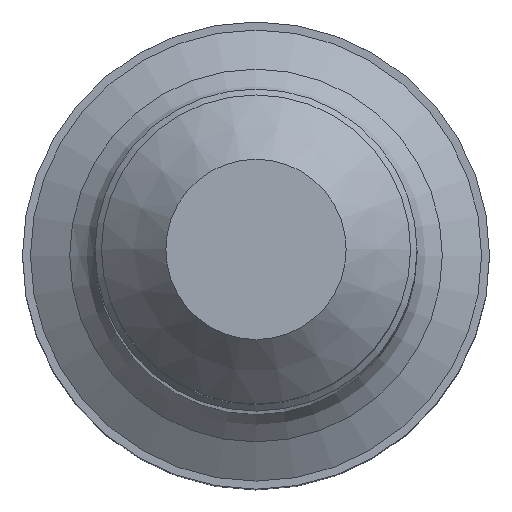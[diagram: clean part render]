
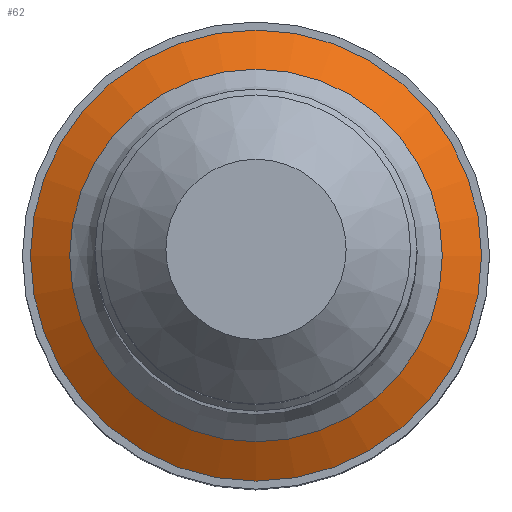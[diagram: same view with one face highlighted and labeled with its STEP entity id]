
A CAD part, top view. The second image highlights one B-rep face of the part: STEP entity #62.
In plain terms, the highlighted conical face has half-angle 60 degrees and reference radius 3.35 mm.
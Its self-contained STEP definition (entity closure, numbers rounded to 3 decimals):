
#51=CONICAL_SURFACE('',#279,3.35,60.);
#62=ADVANCED_FACE('',(#88,#89),#51,.T.);
#88=FACE_BOUND('',#118,.T.);
#89=FACE_BOUND('',#119,.T.);
#118=EDGE_LOOP('',(#150));
#119=EDGE_LOOP('',(#151));
#150=ORIENTED_EDGE('',*,*,#198,.T.);
#151=ORIENTED_EDGE('',*,*,#199,.F.);
#181=VERTEX_POINT('',#422);
#182=VERTEX_POINT('',#424);
#198=EDGE_CURVE('',#181,#181,#214,.T.);
#199=EDGE_CURVE('',#182,#182,#215,.T.);
#214=CIRCLE('',#277,4.05);
#215=CIRCLE('',#278,4.902);
#277=AXIS2_PLACEMENT_3D('',#421,#327,#328);
#278=AXIS2_PLACEMENT_3D('',#423,#329,#330);
#279=AXIS2_PLACEMENT_3D('',#425,#331,#332);
#327=DIRECTION('',(0.,0.,-1.));
#328=DIRECTION('',(-1.,0.,0.));
#329=DIRECTION('',(0.,0.,-1.));
#330=DIRECTION('',(-1.,0.,0.));
#331=DIRECTION('',(0.,0.,-1.));
#332=DIRECTION('',(-1.,0.,0.));
#421=CARTESIAN_POINT('',(0.,0.,-76.407));
#422=CARTESIAN_POINT('',(-4.05,0.,-76.407));
#423=CARTESIAN_POINT('',(0.,0.,-76.899));
#424=CARTESIAN_POINT('',(-4.902,0.,-76.899));
#425=CARTESIAN_POINT('',(0.,0.,-76.003));
